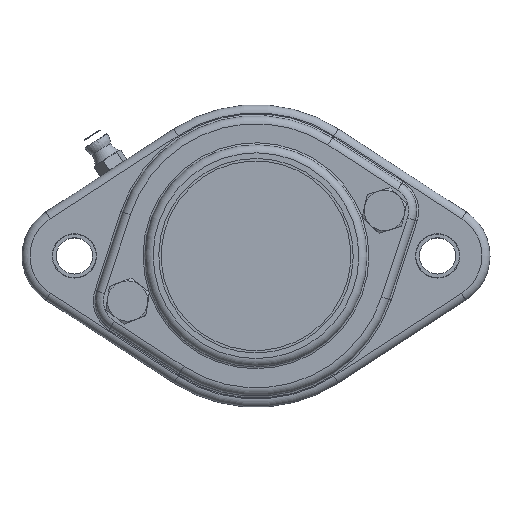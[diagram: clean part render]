
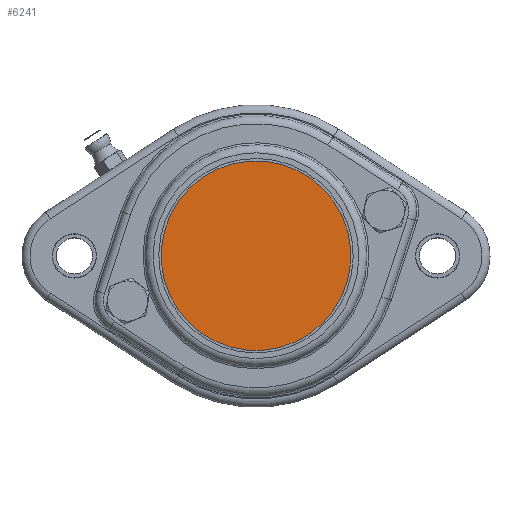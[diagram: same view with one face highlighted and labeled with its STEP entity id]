
A CAD part, top view. The second image highlights one B-rep face of the part: STEP entity #6241.
In plain terms, the highlighted planar face has unit normal (0, 0, 1).
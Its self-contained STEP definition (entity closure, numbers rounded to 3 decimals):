
#440=FACE_OUTER_BOUND('',#1717,.T.);
#1421=PLANE('',#6781);
#1717=EDGE_LOOP('',(#4445));
#2176=CIRCLE('',#6779,23.5);
#2705=VERTEX_POINT('',#10292);
#3347=EDGE_CURVE('',#2705,#2705,#2176,.T.);
#4445=ORIENTED_EDGE('',*,*,#3347,.F.);
#6241=ADVANCED_FACE('',(#440),#1421,.T.);
#6779=AXIS2_PLACEMENT_3D('',#10293,#7903,#7904);
#6781=AXIS2_PLACEMENT_3D('',#10297,#7908,#7909);
#7903=DIRECTION('center_axis',(0.,0.,
-1.));
#7904=DIRECTION('ref_axis',(-0.433,-0.902,0.));
#7908=DIRECTION('center_axis',(0.,0.,
1.));
#7909=DIRECTION('ref_axis',(-0.433,-0.902,0.));
#10292=CARTESIAN_POINT('',(10.165,21.188,29.2));
#10293=CARTESIAN_POINT('Origin',(0.,0.,
29.2));
#10297=CARTESIAN_POINT('Origin',(0.,0.,
29.2));
